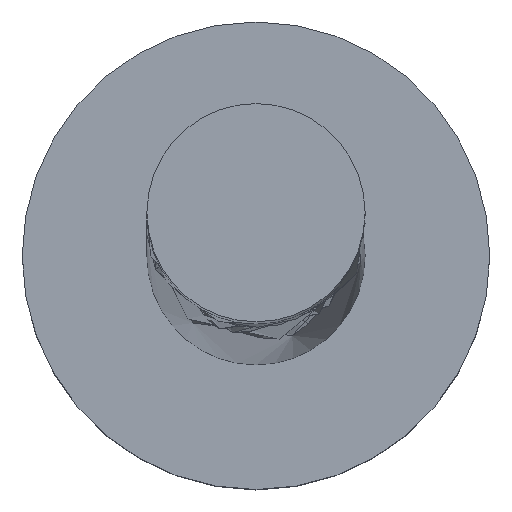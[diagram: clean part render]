
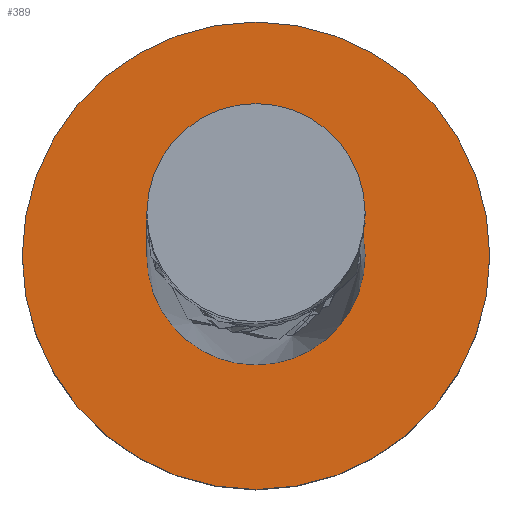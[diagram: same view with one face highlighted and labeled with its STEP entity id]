
A CAD part, top view. The second image highlights one B-rep face of the part: STEP entity #389.
In plain terms, the highlighted planar face has unit normal (0, 0, 1).
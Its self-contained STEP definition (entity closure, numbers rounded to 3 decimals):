
#91 = VERTEX_POINT ( 'NONE', #860 ) ;
#172 = DIRECTION ( 'NONE',  ( 0., 0., 1. ) ) ;
#203 = EDGE_LOOP ( 'NONE', ( #1010, #1142 ) ) ;
#303 = DIRECTION ( 'NONE',  ( 1., 0., 0. ) ) ;
#347 = CIRCLE ( 'NONE', #537, 1.5 ) ;
#357 = DIRECTION ( 'NONE',  ( 0., 0., 1. ) ) ;
#366 = CARTESIAN_POINT ( 'NONE',  ( 0., 0., 1.5 ) ) ;
#389 = ADVANCED_FACE ( 'NONE', ( #956, #1282 ), #727, .T. ) ;
#424 = CARTESIAN_POINT ( 'NONE',  ( 0.7, 0., 1.5 ) ) ;
#428 = CARTESIAN_POINT ( 'NONE',  ( 0., 0., 1.5 ) ) ;
#537 = AXIS2_PLACEMENT_3D ( 'NONE', #428, #807, #303 ) ;
#561 = CIRCLE ( 'NONE', #1439, 1.5 ) ;
#567 = DIRECTION ( 'NONE',  ( 0., 0., 1. ) ) ;
#582 = DIRECTION ( 'NONE',  ( 1., 0., 0. ) ) ;
#650 = CIRCLE ( 'NONE', #1174, 0.7 ) ;
#727 = PLANE ( 'NONE',  #937 ) ;
#807 = DIRECTION ( 'NONE',  ( 0., 0., 1. ) ) ;
#833 = EDGE_LOOP ( 'NONE', ( #1508, #864 ) ) ;
#842 = AXIS2_PLACEMENT_3D ( 'NONE', #366, #918, #1314 ) ;
#860 = CARTESIAN_POINT ( 'NONE',  ( -0.7, 0., 1.5 ) ) ;
#864 = ORIENTED_EDGE ( 'NONE', *, *, #1376, .F. ) ;
#865 = EDGE_CURVE ( 'NONE', #1479, #1151, #561, .T. ) ;
#914 = EDGE_CURVE ( 'NONE', #91, #1411, #989, .T. ) ;
#918 = DIRECTION ( 'NONE',  ( 0., 0., 1. ) ) ;
#937 = AXIS2_PLACEMENT_3D ( 'NONE', #1190, #357, #582 ) ;
#956 = FACE_BOUND ( 'NONE', #833, .T. ) ;
#975 = DIRECTION ( 'NONE',  ( 1., 0., 0. ) ) ;
#989 = CIRCLE ( 'NONE', #842, 0.7 ) ;
#1005 = EDGE_CURVE ( 'NONE', #1151, #1479, #347, .T. ) ;
#1010 = ORIENTED_EDGE ( 'NONE', *, *, #865, .T. ) ;
#1137 = CARTESIAN_POINT ( 'NONE',  ( -1.5, 0., 1.5 ) ) ;
#1142 = ORIENTED_EDGE ( 'NONE', *, *, #1005, .T. ) ;
#1151 = VERTEX_POINT ( 'NONE', #1483 ) ;
#1171 = CARTESIAN_POINT ( 'NONE',  ( 0., 0., 1.5 ) ) ;
#1174 = AXIS2_PLACEMENT_3D ( 'NONE', #1357, #172, #1484 ) ;
#1190 = CARTESIAN_POINT ( 'NONE',  ( 0., 0., 1.5 ) ) ;
#1282 = FACE_OUTER_BOUND ( 'NONE', #203, .T. ) ;
#1314 = DIRECTION ( 'NONE',  ( 1., 0., 0. ) ) ;
#1357 = CARTESIAN_POINT ( 'NONE',  ( 0., 0., 1.5 ) ) ;
#1376 = EDGE_CURVE ( 'NONE', #1411, #91, #650, .T. ) ;
#1411 = VERTEX_POINT ( 'NONE', #424 ) ;
#1439 = AXIS2_PLACEMENT_3D ( 'NONE', #1171, #567, #975 ) ;
#1479 = VERTEX_POINT ( 'NONE', #1137 ) ;
#1483 = CARTESIAN_POINT ( 'NONE',  ( 1.5, 0., 1.5 ) ) ;
#1484 = DIRECTION ( 'NONE',  ( 1., 0., 0. ) ) ;
#1508 = ORIENTED_EDGE ( 'NONE', *, *, #914, .F. ) ;
